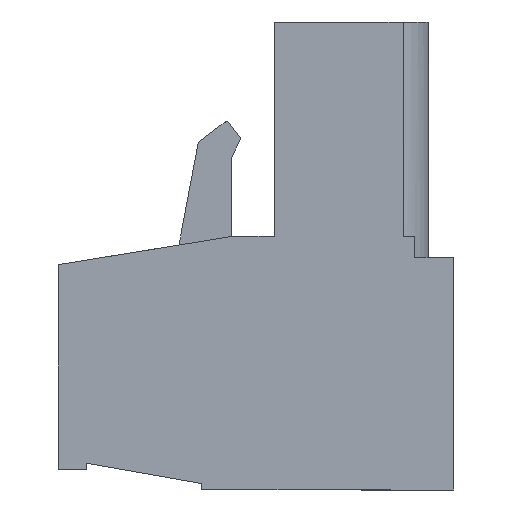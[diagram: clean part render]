
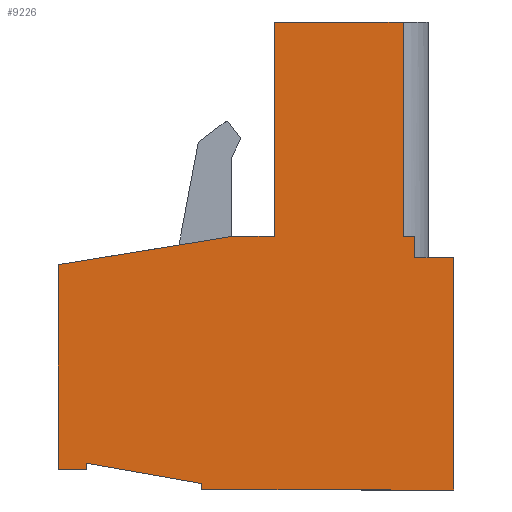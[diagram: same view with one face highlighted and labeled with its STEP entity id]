
A CAD part, left-side view. The second image highlights one B-rep face of the part: STEP entity #9226.
In plain terms, the highlighted planar face has unit normal (-1, 0, 0).
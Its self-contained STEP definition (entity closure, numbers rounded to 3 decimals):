
#84 = DIRECTION ( 'NONE',  ( 0., 0., -1. ) ) ;
#395 = CARTESIAN_POINT ( 'NONE',  ( 0., 1.96, 9.15 ) ) ;
#415 = VERTEX_POINT ( 'NONE', #11540 ) ;
#433 = DIRECTION ( 'NONE',  ( 0., 0., -1. ) ) ;
#435 = CARTESIAN_POINT ( 'NONE',  ( 0., 1.96, 0.85 ) ) ;
#552 = CARTESIAN_POINT ( 'NONE',  ( 0., 1.51, 0.85 ) ) ;
#732 = VERTEX_POINT ( 'NONE', #1228 ) ;
#816 = VERTEX_POINT ( 'NONE', #5288 ) ;
#829 = CARTESIAN_POINT ( 'NONE',  ( 0., 1.51, 0. ) ) ;
#897 = LINE ( 'NONE', #6044, #5915 ) ;
#907 = VECTOR ( 'NONE', #10246, 1000. ) ;
#908 = VERTEX_POINT ( 'NONE', #7470 ) ;
#1023 = VERTEX_POINT ( 'NONE', #10219 ) ;
#1228 = CARTESIAN_POINT ( 'NONE',  ( 0., 0., 0. ) ) ;
#1235 = VECTOR ( 'NONE', #11305, 1000. ) ;
#1289 = ORIENTED_EDGE ( 'NONE', *, *, #4966, .F. ) ;
#1390 = DIRECTION ( 'NONE',  ( 0., 0.985, 0.174 ) ) ;
#1428 = ORIENTED_EDGE ( 'NONE', *, *, #7006, .F. ) ;
#1496 = DIRECTION ( 'NONE',  ( 0., 0., -1. ) ) ;
#1526 = LINE ( 'NONE', #8452, #1235 ) ;
#1693 = VERTEX_POINT ( 'NONE', #6234 ) ;
#1739 = EDGE_CURVE ( 'NONE', #9433, #415, #10547, .T. ) ;
#1755 = DIRECTION ( 'NONE',  ( 0., 1., 0. ) ) ;
#1758 = VERTEX_POINT ( 'NONE', #8023 ) ;
#1814 = VECTOR ( 'NONE', #1496, 1000. ) ;
#1828 = ORIENTED_EDGE ( 'NONE', *, *, #9475, .F. ) ;
#2105 = ORIENTED_EDGE ( 'NONE', *, *, #3939, .F. ) ;
#2171 = VECTOR ( 'NONE', #5545, 1000. ) ;
#2364 = VERTEX_POINT ( 'NONE', #4952 ) ;
#2368 = ORIENTED_EDGE ( 'NONE', *, *, #9801, .F. ) ;
#2376 = LINE ( 'NONE', #6577, #7360 ) ;
#2394 = CARTESIAN_POINT ( 'NONE',  ( 0., 6.96, 0.85 ) ) ;
#2490 = LINE ( 'NONE', #395, #9720 ) ;
#2507 = VERTEX_POINT ( 'NONE', #6814 ) ;
#2520 = LINE ( 'NONE', #3441, #12266 ) ;
#2723 = CARTESIAN_POINT ( 'NONE',  ( 0., 14.24, -8.2 ) ) ;
#2863 = EDGE_CURVE ( 'NONE', #1693, #732, #8405, .T. ) ;
#3109 = VECTOR ( 'NONE', #10441, 1000. ) ;
#3209 = DIRECTION ( 'NONE',  ( 0., 0., -1. ) ) ;
#3242 = DIRECTION ( 'NONE',  ( 0., -1., 0. ) ) ;
#3441 = CARTESIAN_POINT ( 'NONE',  ( 0., 0., -9. ) ) ;
#3578 = VECTOR ( 'NONE', #3242, 1000. ) ;
#3611 = EDGE_CURVE ( 'NONE', #12057, #2507, #8689, .T. ) ;
#3660 = LINE ( 'NONE', #7026, #8669 ) ;
#3673 = EDGE_CURVE ( 'NONE', #4255, #908, #2520, .T. ) ;
#3813 = LINE ( 'NONE', #2723, #11055 ) ;
#3827 = CARTESIAN_POINT ( 'NONE',  ( 0., 9.77, -9. ) ) ;
#3939 = EDGE_CURVE ( 'NONE', #1758, #9433, #2376, .T. ) ;
#4203 = PLANE ( 'NONE',  #4415 ) ;
#4255 = VERTEX_POINT ( 'NONE', #11826 ) ;
#4324 = LINE ( 'NONE', #552, #1814 ) ;
#4415 = AXIS2_PLACEMENT_3D ( 'NONE', #9854, #5136, #11770 ) ;
#4503 = ORIENTED_EDGE ( 'NONE', *, *, #11408, .F. ) ;
#4523 = CARTESIAN_POINT ( 'NONE',  ( 0., 15.33, -0.26 ) ) ;
#4567 = FACE_OUTER_BOUND ( 'NONE', #6396, .T. ) ;
#4952 = CARTESIAN_POINT ( 'NONE',  ( 0., 14.24, -8.2 ) ) ;
#4966 = EDGE_CURVE ( 'NONE', #415, #12057, #6877, .T. ) ;
#5136 = DIRECTION ( 'NONE',  ( 1., 0., 0. ) ) ;
#5288 = CARTESIAN_POINT ( 'NONE',  ( 0., 1.96, 9.15 ) ) ;
#5296 = CARTESIAN_POINT ( 'NONE',  ( 0., 1.51, 0.85 ) ) ;
#5545 = DIRECTION ( 'NONE',  ( 0., -1., 0. ) ) ;
#5627 = LINE ( 'NONE', #11401, #7546 ) ;
#5915 = VECTOR ( 'NONE', #3209, 1000. ) ;
#6044 = CARTESIAN_POINT ( 'NONE',  ( 0., 14.24, -7.96 ) ) ;
#6092 = LINE ( 'NONE', #435, #3578 ) ;
#6234 = CARTESIAN_POINT ( 'NONE',  ( 0., 1.51, 0. ) ) ;
#6396 = EDGE_LOOP ( 'NONE', ( #9697, #11310, #1428, #2368, #8996, #10651, #1289, #8418, #2105, #1828, #10264, #7201, #4503, #8481, #9771 ) ) ;
#6577 = CARTESIAN_POINT ( 'NONE',  ( 0., 15.33, -8.2 ) ) ;
#6689 = EDGE_CURVE ( 'NONE', #2507, #816, #1526, .T. ) ;
#6814 = CARTESIAN_POINT ( 'NONE',  ( 0., 6.96, 9.15 ) ) ;
#6877 = LINE ( 'NONE', #11222, #2171 ) ;
#7006 = EDGE_CURVE ( 'NONE', #11207, #9324, #6092, .T. ) ;
#7026 = CARTESIAN_POINT ( 'NONE',  ( 0., 9.77, -8.75 ) ) ;
#7095 = EDGE_CURVE ( 'NONE', #9324, #1693, #4324, .T. ) ;
#7201 = ORIENTED_EDGE ( 'NONE', *, *, #11792, .F. ) ;
#7204 = CARTESIAN_POINT ( 'NONE',  ( 0., 1.96, 0.85 ) ) ;
#7360 = VECTOR ( 'NONE', #7553, 1000. ) ;
#7388 = CARTESIAN_POINT ( 'NONE',  ( 0., 6.96, 0.85 ) ) ;
#7470 = CARTESIAN_POINT ( 'NONE',  ( 0., 9.77, -9. ) ) ;
#7546 = VECTOR ( 'NONE', #84, 1000. ) ;
#7553 = DIRECTION ( 'NONE',  ( 0., 0., 1. ) ) ;
#7708 = DIRECTION ( 'NONE',  ( 0., -0.987, 0.16 ) ) ;
#7767 = EDGE_CURVE ( 'NONE', #732, #4255, #5627, .T. ) ;
#7786 = CARTESIAN_POINT ( 'NONE',  ( 0., 15.33, -0.26 ) ) ;
#7810 = LINE ( 'NONE', #3827, #3109 ) ;
#7999 = DIRECTION ( 'NONE',  ( 0., 0., 1. ) ) ;
#8023 = CARTESIAN_POINT ( 'NONE',  ( 0., 15.33, -8.2 ) ) ;
#8405 = LINE ( 'NONE', #829, #907 ) ;
#8418 = ORIENTED_EDGE ( 'NONE', *, *, #1739, .F. ) ;
#8452 = CARTESIAN_POINT ( 'NONE',  ( 0., 6.96, 9.15 ) ) ;
#8481 = ORIENTED_EDGE ( 'NONE', *, *, #3673, .F. ) ;
#8508 = EDGE_CURVE ( 'NONE', #9240, #2364, #897, .T. ) ;
#8669 = VECTOR ( 'NONE', #1390, 1000. ) ;
#8689 = LINE ( 'NONE', #2394, #10649 ) ;
#8996 = ORIENTED_EDGE ( 'NONE', *, *, #6689, .F. ) ;
#9086 = DIRECTION ( 'NONE',  ( 0., 1., 0. ) ) ;
#9226 = ADVANCED_FACE ( 'NONE', ( #4567 ), #4203, .F. ) ;
#9240 = VERTEX_POINT ( 'NONE', #11802 ) ;
#9324 = VERTEX_POINT ( 'NONE', #5296 ) ;
#9433 = VERTEX_POINT ( 'NONE', #4523 ) ;
#9475 = EDGE_CURVE ( 'NONE', #2364, #1758, #3813, .T. ) ;
#9697 = ORIENTED_EDGE ( 'NONE', *, *, #2863, .F. ) ;
#9720 = VECTOR ( 'NONE', #433, 1000. ) ;
#9771 = ORIENTED_EDGE ( 'NONE', *, *, #7767, .F. ) ;
#9801 = EDGE_CURVE ( 'NONE', #816, #11207, #2490, .T. ) ;
#9854 = CARTESIAN_POINT ( 'NONE',  ( 0., 0., 0. ) ) ;
#10219 = CARTESIAN_POINT ( 'NONE',  ( 0., 9.77, -8.75 ) ) ;
#10246 = DIRECTION ( 'NONE',  ( 0., -1., 0. ) ) ;
#10264 = ORIENTED_EDGE ( 'NONE', *, *, #8508, .F. ) ;
#10441 = DIRECTION ( 'NONE',  ( 0., 0., 1. ) ) ;
#10547 = LINE ( 'NONE', #7786, #10839 ) ;
#10649 = VECTOR ( 'NONE', #7999, 1000. ) ;
#10651 = ORIENTED_EDGE ( 'NONE', *, *, #3611, .F. ) ;
#10839 = VECTOR ( 'NONE', #7708, 1000. ) ;
#11055 = VECTOR ( 'NONE', #1755, 1000. ) ;
#11207 = VERTEX_POINT ( 'NONE', #7204 ) ;
#11222 = CARTESIAN_POINT ( 'NONE',  ( 0., 8.49, 0.85 ) ) ;
#11305 = DIRECTION ( 'NONE',  ( 0., -1., 0. ) ) ;
#11310 = ORIENTED_EDGE ( 'NONE', *, *, #7095, .F. ) ;
#11401 = CARTESIAN_POINT ( 'NONE',  ( 0., 0., 0. ) ) ;
#11408 = EDGE_CURVE ( 'NONE', #908, #1023, #7810, .T. ) ;
#11540 = CARTESIAN_POINT ( 'NONE',  ( 0., 8.49, 0.85 ) ) ;
#11770 = DIRECTION ( 'NONE',  ( 0., 0., -1. ) ) ;
#11792 = EDGE_CURVE ( 'NONE', #1023, #9240, #3660, .T. ) ;
#11802 = CARTESIAN_POINT ( 'NONE',  ( 0., 14.24, -7.96 ) ) ;
#11826 = CARTESIAN_POINT ( 'NONE',  ( 0., 0., -9. ) ) ;
#12057 = VERTEX_POINT ( 'NONE', #7388 ) ;
#12266 = VECTOR ( 'NONE', #9086, 1000. ) ;
